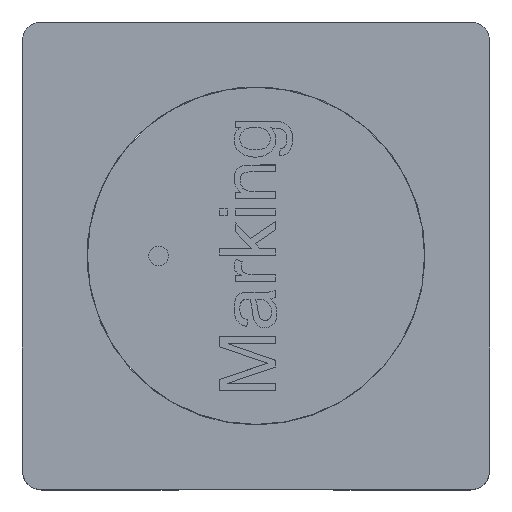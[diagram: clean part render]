
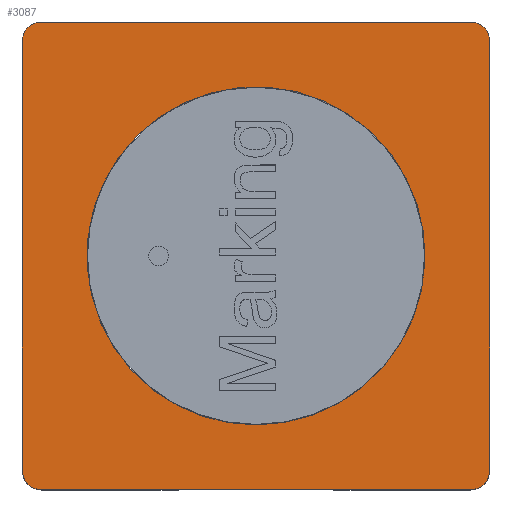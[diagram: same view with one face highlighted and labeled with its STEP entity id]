
A CAD part, top view. The second image highlights one B-rep face of the part: STEP entity #3087.
In plain terms, the highlighted planar face has unit normal (0, 0, 1).
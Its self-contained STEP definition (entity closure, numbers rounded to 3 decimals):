
#57=LINE('',#4189,#289);
#58=LINE('',#4191,#290);
#61=LINE('',#4197,#293);
#62=LINE('',#4200,#294);
#289=VECTOR('',#3457,1000.);
#290=VECTOR('',#3460,1000.);
#293=VECTOR('',#3465,1000.);
#294=VECTOR('',#3468,1000.);
#514=PLANE('',#3244);
#687=ORIENTED_EDGE('',*,*,#1281,.T.);
#688=ORIENTED_EDGE('',*,*,#1282,.T.);
#689=ORIENTED_EDGE('',*,*,#1278,.T.);
#690=ORIENTED_EDGE('',*,*,#1264,.T.);
#691=ORIENTED_EDGE('',*,*,#1277,.T.);
#692=ORIENTED_EDGE('',*,*,#1260,.T.);
#693=ORIENTED_EDGE('',*,*,#1283,.T.);
#694=ORIENTED_EDGE('',*,*,#1256,.T.);
#695=ORIENTED_EDGE('',*,*,#1265,.T.);
#1256=EDGE_CURVE('',#1558,#1560,#1762,.T.);
#1260=EDGE_CURVE('',#1562,#1564,#1764,.T.);
#1264=EDGE_CURVE('',#1566,#1568,#1766,.T.);
#1265=EDGE_CURVE('',#1569,#1569,#1767,.T.);
#1277=EDGE_CURVE('',#1568,#1562,#57,.T.);
#1278=EDGE_CURVE('',#1577,#1566,#58,.T.);
#1281=EDGE_CURVE('',#1560,#1579,#61,.T.);
#1282=EDGE_CURVE('',#1579,#1577,#1770,.T.);
#1283=EDGE_CURVE('',#1564,#1558,#62,.T.);
#1558=VERTEX_POINT('',#4137);
#1560=VERTEX_POINT('',#4141);
#1562=VERTEX_POINT('',#4146);
#1564=VERTEX_POINT('',#4150);
#1566=VERTEX_POINT('',#4155);
#1568=VERTEX_POINT('',#4159);
#1569=VERTEX_POINT('',#4163);
#1577=VERTEX_POINT('',#4192);
#1579=VERTEX_POINT('',#4198);
#1762=CIRCLE('',#3231,0.2);
#1764=CIRCLE('',#3234,0.2);
#1766=CIRCLE('',#3237,0.2);
#1767=CIRCLE('',#3239,1.735);
#1770=CIRCLE('',#3245,0.2);
#1821=EDGE_LOOP('',(#687,#688,#689,#690,#691,#692,#693,#694));
#1822=EDGE_LOOP('',(#695));
#1988=FACE_BOUND('',#1821,.T.);
#1989=FACE_BOUND('',#1822,.T.);
#3087=ADVANCED_FACE('',(#1988,#1989),#514,.T.);
#3231=AXIS2_PLACEMENT_3D('',#4142,#3421,#3422);
#3234=AXIS2_PLACEMENT_3D('',#4151,#3429,#3430);
#3237=AXIS2_PLACEMENT_3D('',#4160,#3437,#3438);
#3239=AXIS2_PLACEMENT_3D('',#4162,#3441,#3442);
#3244=AXIS2_PLACEMENT_3D('',#4196,#3463,#3464);
#3245=AXIS2_PLACEMENT_3D('',#4199,#3466,#3467);
#3421=DIRECTION('',(0.,0.,1.));
#3422=DIRECTION('',(1.,0.,0.));
#3429=DIRECTION('',(0.,0.,1.));
#3430=DIRECTION('',(1.,0.,0.));
#3437=DIRECTION('',(0.,0.,1.));
#3438=DIRECTION('',(1.,0.,0.));
#3441=DIRECTION('',(0.,0.,-1.));
#3442=DIRECTION('',(0.,1.,0.));
#3457=DIRECTION('',(-1.,0.,0.));
#3460=DIRECTION('',(0.,1.,0.));
#3463=DIRECTION('',(0.,0.,1.));
#3464=DIRECTION('',(1.,0.,0.));
#3465=DIRECTION('',(1.,0.,0.));
#3466=DIRECTION('',(0.,0.,1.));
#3467=DIRECTION('',(1.,0.,0.));
#3468=DIRECTION('',(0.,-1.,0.));
#4137=CARTESIAN_POINT('',(-2.4,-2.2,0.));
#4141=CARTESIAN_POINT('',(-2.2,-2.4,0.));
#4142=CARTESIAN_POINT('',(-2.2,-2.2,0.));
#4146=CARTESIAN_POINT('',(-2.2,2.4,0.));
#4150=CARTESIAN_POINT('',(-2.4,2.2,0.));
#4151=CARTESIAN_POINT('',(-2.2,2.2,0.));
#4155=CARTESIAN_POINT('',(2.4,2.2,0.));
#4159=CARTESIAN_POINT('',(2.2,2.4,0.));
#4160=CARTESIAN_POINT('',(2.2,2.2,0.));
#4162=CARTESIAN_POINT('',(0.,0.,0.));
#4163=CARTESIAN_POINT('',(0.,1.735,0.));
#4189=CARTESIAN_POINT('',(2.4,2.4,0.));
#4191=CARTESIAN_POINT('',(2.4,-2.4,0.));
#4192=CARTESIAN_POINT('',(2.4,-2.2,0.));
#4196=CARTESIAN_POINT('',(-2.4,-2.4,0.));
#4197=CARTESIAN_POINT('',(-2.4,-2.4,0.));
#4198=CARTESIAN_POINT('',(2.2,-2.4,0.));
#4199=CARTESIAN_POINT('',(2.2,-2.2,0.));
#4200=CARTESIAN_POINT('',(-2.4,2.4,0.));
